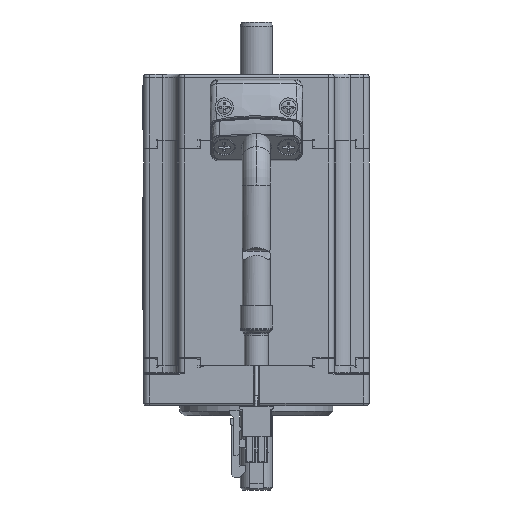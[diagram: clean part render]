
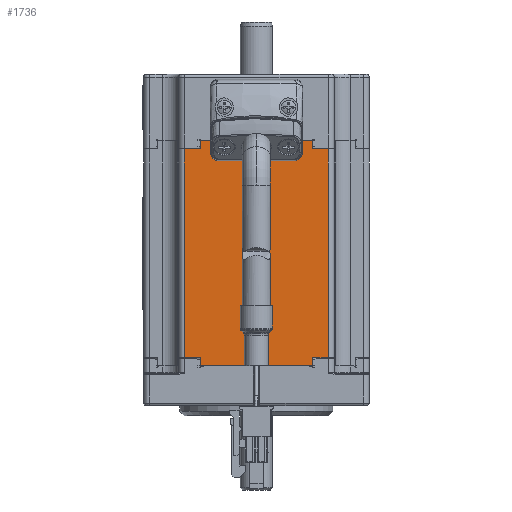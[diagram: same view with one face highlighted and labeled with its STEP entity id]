
A CAD part, front view. The second image highlights one B-rep face of the part: STEP entity #1736.
In plain terms, the highlighted planar face has unit normal (0, -1, 0).
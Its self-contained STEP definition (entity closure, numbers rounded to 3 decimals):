
#266=DIRECTION('',(-1.,0.,0.));
#267=VECTOR('',#266,28.025);
#268=CARTESIAN_POINT('',(14.012,-28.1,56.));
#269=LINE('',#268,#267);
#478=DIRECTION('',(0.,0.,1.));
#479=VECTOR('',#478,2.);
#480=CARTESIAN_POINT('',(14.012,-28.1,54.));
#481=LINE('',#480,#479);
#496=DIRECTION('',(-1.,0.,0.));
#497=VECTOR('',#496,3.891);
#498=CARTESIAN_POINT('',(-14.012,-28.1,2.));
#499=LINE('',#498,#497);
#500=DIRECTION('',(-1.,0.,0.));
#501=VECTOR('',#500,3.891);
#502=CARTESIAN_POINT('',(17.904,-28.1,2.));
#503=LINE('',#502,#501);
#504=DIRECTION('',(-1.,0.,0.));
#505=VECTOR('',#504,28.025);
#506=CARTESIAN_POINT('',(14.012,-28.1,0.));
#507=LINE('',#506,#505);
#526=DIRECTION('',(0.,0.,-1.));
#527=VECTOR('',#526,2.);
#528=CARTESIAN_POINT('',(-14.012,-28.1,2.));
#529=LINE('',#528,#527);
#726=DIRECTION('',(0.,0.,-1.));
#727=VECTOR('',#726,2.);
#728=CARTESIAN_POINT('',(-14.012,-28.1,56.));
#729=LINE('',#728,#727);
#743=DIRECTION('',(-1.,0.,0.));
#744=VECTOR('',#743,3.891);
#745=CARTESIAN_POINT('',(-14.012,-28.1,54.));
#746=LINE('',#745,#744);
#756=DIRECTION('',(0.,0.,-1.));
#757=VECTOR('',#756,52.);
#758=CARTESIAN_POINT('',(-17.904,-28.1,54.));
#759=LINE('',#758,#757);
#760=DIRECTION('',(-1.,0.,0.));
#761=VECTOR('',#760,3.891);
#762=CARTESIAN_POINT('',(17.904,-28.1,54.));
#763=LINE('',#762,#761);
#778=DIRECTION('',(0.,0.,1.));
#779=VECTOR('',#778,52.);
#780=CARTESIAN_POINT('',(17.904,-28.1,2.));
#781=LINE('',#780,#779);
#786=DIRECTION('',(0.,0.,1.));
#787=VECTOR('',#786,2.);
#788=CARTESIAN_POINT('',(14.012,-28.1,0.));
#789=LINE('',#788,#787);
#1042=CARTESIAN_POINT('',(-17.904,-28.1,2.));
#1043=VERTEX_POINT('',#1042);
#1044=CARTESIAN_POINT('',(-14.012,-28.1,2.));
#1045=VERTEX_POINT('',#1044);
#1046=CARTESIAN_POINT('',(17.904,-28.1,2.));
#1047=CARTESIAN_POINT('',(14.012,-28.1,2.));
#1048=VERTEX_POINT('',#1046);
#1049=VERTEX_POINT('',#1047);
#1120=CARTESIAN_POINT('',(-14.012,-28.1,54.));
#1121=VERTEX_POINT('',#1120);
#1122=CARTESIAN_POINT('',(-17.904,-28.1,54.));
#1123=VERTEX_POINT('',#1122);
#1124=CARTESIAN_POINT('',(17.904,-28.1,54.));
#1125=CARTESIAN_POINT('',(14.012,-28.1,54.));
#1126=VERTEX_POINT('',#1124);
#1127=VERTEX_POINT('',#1125);
#1158=CARTESIAN_POINT('',(-14.012,-28.1,56.));
#1160=VERTEX_POINT('',#1158);
#1163=CARTESIAN_POINT('',(14.012,-28.1,56.));
#1165=VERTEX_POINT('',#1163);
#1254=CARTESIAN_POINT('',(-14.012,-28.1,0.));
#1255=VERTEX_POINT('',#1254);
#1256=CARTESIAN_POINT('',(14.012,-28.1,0.));
#1257=VERTEX_POINT('',#1256);
#1709=CARTESIAN_POINT('',(-19.327,-28.1,0.));
#1710=DIRECTION('',(0.,-1.,0.));
#1711=DIRECTION('',(1.,0.,0.));
#1712=AXIS2_PLACEMENT_3D('',#1709,#1710,#1711);
#1713=PLANE('',#1712);
#1715=ORIENTED_EDGE('',*,*,#1714,.T.);
#1717=ORIENTED_EDGE('',*,*,#1716,.F.);
#1719=ORIENTED_EDGE('',*,*,#1718,.F.);
#1721=ORIENTED_EDGE('',*,*,#1720,.F.);
#1722=ORIENTED_EDGE('',*,*,#1552,.F.);
#1723=ORIENTED_EDGE('',*,*,#1668,.F.);
#1725=ORIENTED_EDGE('',*,*,#1724,.F.);
#1727=ORIENTED_EDGE('',*,*,#1726,.F.);
#1728=ORIENTED_EDGE('',*,*,#1699,.T.);
#1730=ORIENTED_EDGE('',*,*,#1729,.F.);
#1731=ORIENTED_EDGE('',*,*,#1409,.T.);
#1733=ORIENTED_EDGE('',*,*,#1732,.F.);
#1734=EDGE_LOOP('',(#1715,#1717,#1719,#1721,#1722,#1723,#1725,#1727,#1728,#1730,
#1731,#1733));
#1735=FACE_OUTER_BOUND('',#1734,.F.);
#1736=ADVANCED_FACE('',(#1735),#1713,.T.);
#1409=EDGE_CURVE('',#1257,#1255,#507,.T.);
#1552=EDGE_CURVE('',#1165,#1160,#269,.T.);
#1668=EDGE_CURVE('',#1127,#1165,#481,.T.);
#1699=EDGE_CURVE('',#1048,#1049,#503,.T.);
#1714=EDGE_CURVE('',#1045,#1043,#499,.T.);
#1716=EDGE_CURVE('',#1123,#1043,#759,.T.);
#1718=EDGE_CURVE('',#1121,#1123,#746,.T.);
#1720=EDGE_CURVE('',#1160,#1121,#729,.T.);
#1724=EDGE_CURVE('',#1126,#1127,#763,.T.);
#1726=EDGE_CURVE('',#1048,#1126,#781,.T.);
#1729=EDGE_CURVE('',#1257,#1049,#789,.T.);
#1732=EDGE_CURVE('',#1045,#1255,#529,.T.);
